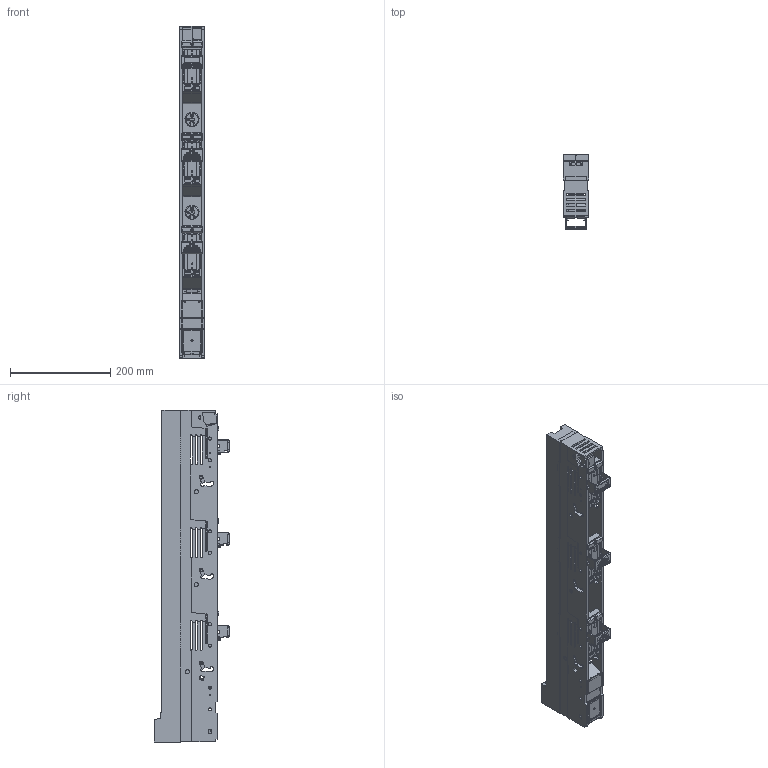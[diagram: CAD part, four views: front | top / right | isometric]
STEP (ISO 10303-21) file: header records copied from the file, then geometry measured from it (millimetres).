
FILE_DESCRIPTION(('CATIA V5 STEP'),'2;1');
FILE_NAME('L0684_NH_Sicherungslastschaltleiste_SL00_3x_185_P0095.stp','2018-12-11T12:38:24+00:00',('none'),('Jean Müller GmbH'),'CATIA Version 5 Release 19 SP 9 (IN-10)','CATIA V5 STEP AP214','none');
FILE_SCHEMA(('AUTOMOTIVE_DESIGN { 1 0 10303 214 1 1 1 1 }'));
Products named in the file (1): L0684_NH-Sicherungslastschaltleiste SL00-3x/185/P0095
Bounding box: 50 x 149.87 x 662 mm (x, y, z)
Volume: 1345492.9 mm3; surface area: 530163.4 mm2
Topology: 17 solids, 25 shells, 5366 faces, 15330 edges, 9937 vertices
Faces by surface type: plane 3273, cylinder 1343, bspline 325, cone 314, sphere 97, torus 14
Entity records: 195746 total; most frequent: CARTESIAN_POINT 70041, ORIENTED_EDGE 30442, DIRECTION 18750, EDGE_CURVE 15221, VERTEX_POINT 9937, VECTOR 9083, LINE 9083, AXIS2_PLACEMENT_3D 5785
